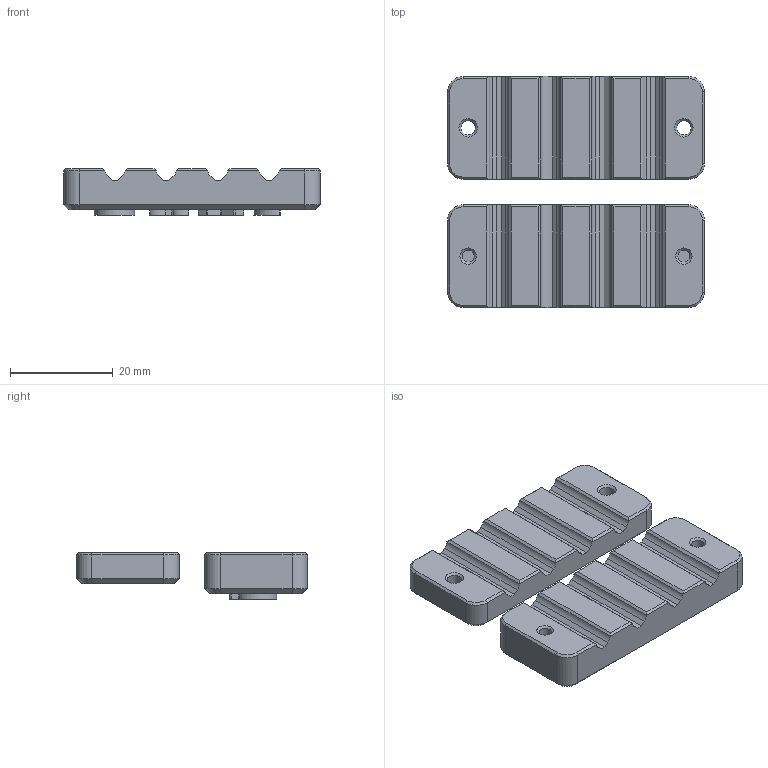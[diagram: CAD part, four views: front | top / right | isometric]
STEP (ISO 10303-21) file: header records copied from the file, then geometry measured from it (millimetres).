
FILE_DESCRIPTION(/* description */ ('','CAx-IF Rec.Pracs.---Representation and Presentation of Product Manufacturing Information (PMI)---4.0---2014-10-13'),/* implementation_level */ '2;1');
FILE_NAME(/* name */ 'Cable-Clamp.step',/* time_stamp */ '2025-02-28T11:54:43-04:00',/* author */ (''),/* organization */ (''),/* preprocessor_version */ 'ST-DEVELOPER v20',/* originating_system */ 'Autodesk Translation Framework v13.20.0.188',/* authorisation */ '');
FILE_SCHEMA (('AP242_MANAGED_MODEL_BASED_3D_ENGINEERING_MIM_LF { 1 0 10303 442 1 1 4 }'));
Length unit declared in the file: millimetre
Products named in the file (3): Clamp v2; Component1; Component2
Assembly tree (2 placements, depth 2):
  Clamp v2
    Component1
    Component2
Bounding box: 50 x 45 x 9 mm (x, y, z)
Volume: 12549.8 mm3; surface area: 6198.9 mm2
Topology: 2 solids, 2 shells, 195 faces, 510 edges, 328 vertices
Faces by surface type: plane 119, cylinder 54, cone 20, bspline 2
Full cylindrical faces by diameter (mm): 2.4 x2, 2.8 x2, 5.4 x2
Entity records: 6099 total; most frequent: CARTESIAN_POINT 1072, DIRECTION 1070, ORIENTED_EDGE 1020, EDGE_CURVE 510, AXIS2_PLACEMENT_3D 362, LINE 346, VECTOR 346, VERTEX_POINT 328
